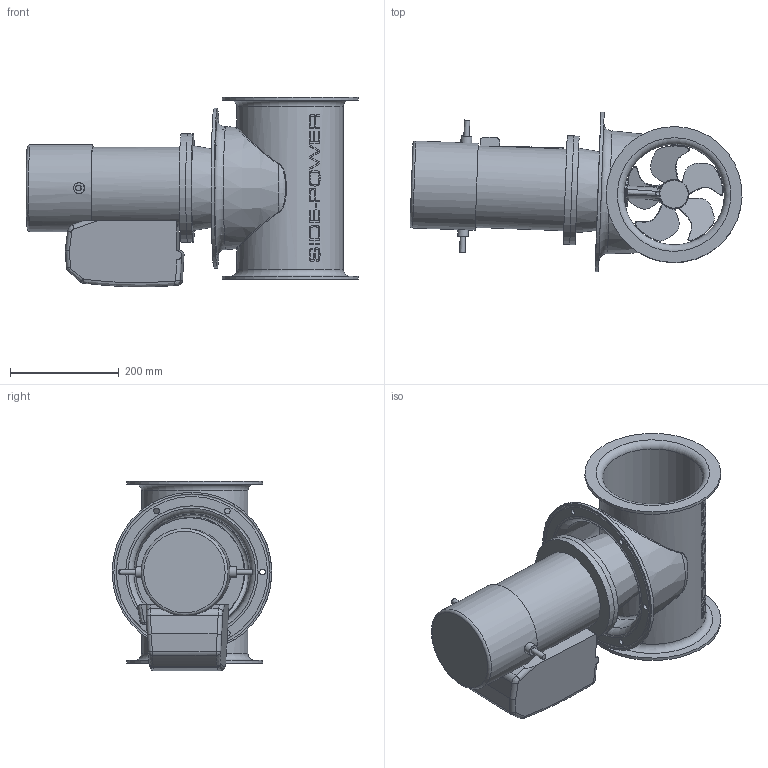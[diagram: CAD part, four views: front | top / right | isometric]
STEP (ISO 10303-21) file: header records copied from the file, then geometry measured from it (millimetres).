
FILE_DESCRIPTION(/* description */ (''),/* implementation_level */ '2;1');
FILE_NAME(/* name */ 'SE100_185mm STERN.stp',/* time_stamp */ '2015-12-01T11:03:00+01:00',/* author */ ('elvira'),/* organization */ (''),/* preprocessor_version */ 'ST-DEVELOPER v15.6',/* originating_system */ 'Autodesk Inventor 2015',/* authorisation */ '');
FILE_SCHEMA (('AUTOMOTIVE_DESIGN { 1 0 10303 214 3 1 1 }'));
Length unit declared in the file: millimetre
Products named in the file (1): SM-117735
Bounding box: 610.76 x 294.02 x 349.31 mm (x, y, z)
Volume: 12909877.5 mm3; surface area: 1051895.8 mm2
Topology: 2 solids, 3 shells, 390 faces, 1009 edges, 644 vertices
Faces by surface type: plane 158, bspline 149, cylinder 60, torus 15, cone 8
Full cylindrical faces by diameter (mm): 8.7 x2, 10 x2, 10.5 x6, 20 x2, 33 x1, 150 x1, 160 x1, 185 x1, 196 x1, 200 x2, 250 x2, 294 x1
Entity records: 21746 total; most frequent: CARTESIAN_POINT 12951, ORIENTED_EDGE 1876, DIRECTION 1370, EDGE_CURVE 937, VERTEX_POINT 619, AXIS2_PLACEMENT_3D 499, EDGE_LOOP 477, FACE_OUTER_BOUND 390
